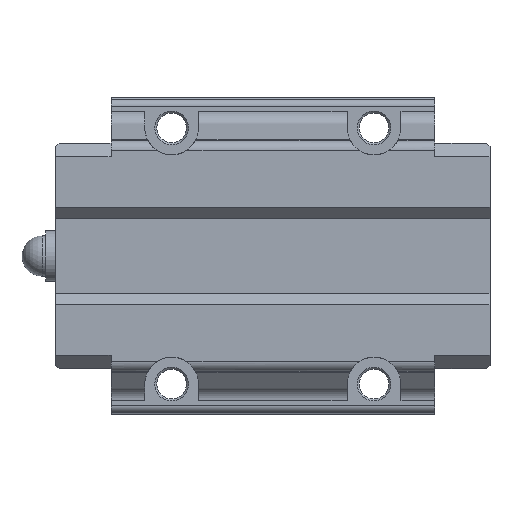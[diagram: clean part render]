
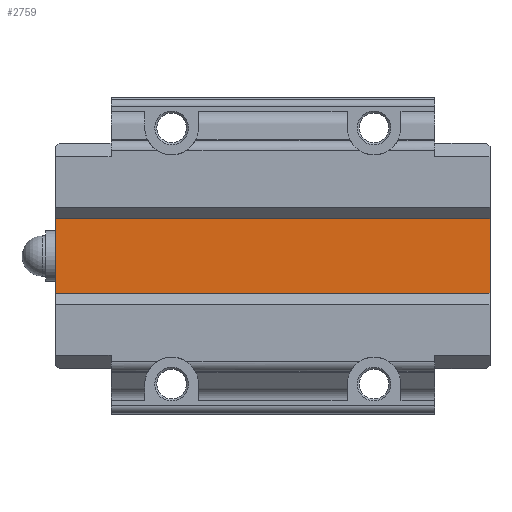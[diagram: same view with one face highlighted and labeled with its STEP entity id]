
A CAD part, front view. The second image highlights one B-rep face of the part: STEP entity #2759.
In plain terms, the highlighted planar face has unit normal (0, -1, 0).
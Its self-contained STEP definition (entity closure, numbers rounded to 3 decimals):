
#61=LINE('',#3934,#323);
#110=LINE('',#4069,#372);
#297=LINE('',#4686,#559);
#298=LINE('',#4688,#560);
#323=VECTOR('',#3142,1000.);
#372=VECTOR('',#3243,1000.);
#559=VECTOR('',#3776,1000.);
#560=VECTOR('',#3779,1000.);
#654=PLANE('',#3041);
#1402=ORIENTED_EDGE('',*,*,#1598,.F.);
#1403=ORIENTED_EDGE('',*,*,#1871,.F.);
#1404=ORIENTED_EDGE('',*,*,#1530,.T.);
#1405=ORIENTED_EDGE('',*,*,#1872,.T.);
#1530=EDGE_CURVE('',#1919,#1918,#61,.T.);
#1598=EDGE_CURVE('',#1978,#1979,#110,.T.);
#1871=EDGE_CURVE('',#1919,#1978,#297,.T.);
#1872=EDGE_CURVE('',#1918,#1979,#298,.T.);
#1918=VERTEX_POINT('',#3933);
#1919=VERTEX_POINT('',#3935);
#1978=VERTEX_POINT('',#4068);
#1979=VERTEX_POINT('',#4070);
#2413=EDGE_LOOP('',(#1402,#1403,#1404,#1405));
#2601=FACE_BOUND('',#2413,.T.);
#2759=ADVANCED_FACE('',(#2601),#654,.T.);
#3041=AXIS2_PLACEMENT_3D('',#4687,#3777,#3778);
#3142=DIRECTION('',(0.,0.,1.));
#3243=DIRECTION('',(0.,0.,1.));
#3776=DIRECTION('',(-1.,0.,0.));
#3777=DIRECTION('',(0.,-1.,0.));
#3778=DIRECTION('',(0.,0.,-1.));
#3779=DIRECTION('',(-1.,0.,0.));
#3933=CARTESIAN_POINT('',(32.2,10.,5.6));
#3934=CARTESIAN_POINT('',(32.2,10.,-5.6));
#3935=CARTESIAN_POINT('',(32.2,10.,-5.6));
#4068=CARTESIAN_POINT('',(-32.2,10.,-5.6));
#4069=CARTESIAN_POINT('',(-32.2,10.,-5.6));
#4070=CARTESIAN_POINT('',(-32.2,10.,5.6));
#4686=CARTESIAN_POINT('',(32.2,10.,-5.6));
#4687=CARTESIAN_POINT('',(32.2,10.,-5.6));
#4688=CARTESIAN_POINT('',(32.2,10.,5.6));
